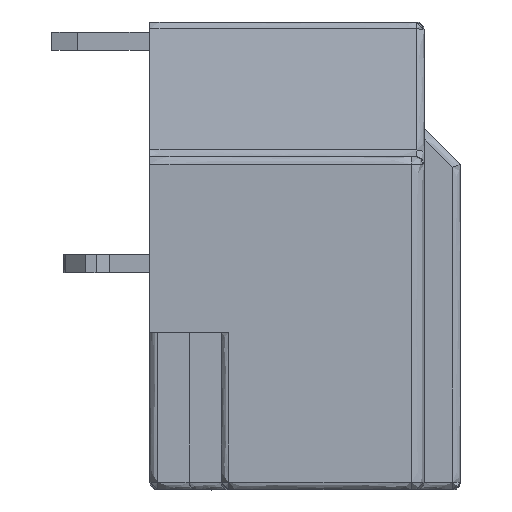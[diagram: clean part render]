
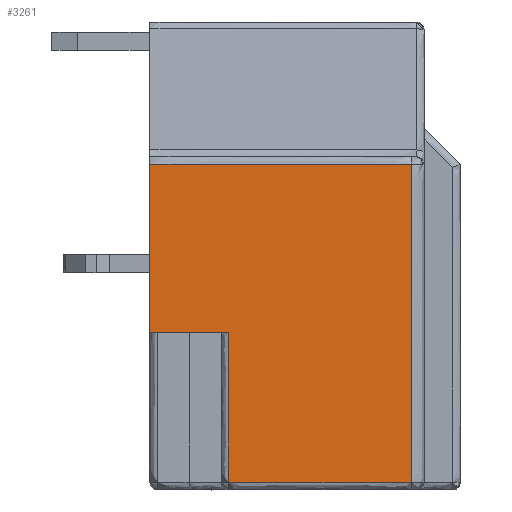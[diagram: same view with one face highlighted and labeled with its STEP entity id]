
A CAD part, left-side view. The second image highlights one B-rep face of the part: STEP entity #3261.
In plain terms, the highlighted free-form (B-spline) face has degree [1, 1] with [2, 2] control points.
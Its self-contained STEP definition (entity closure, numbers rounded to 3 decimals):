
#2395=CARTESIAN_POINT('',(-32.25,19.19,-1.7));
#2396=VERTEX_POINT('',#2395);
#2447=CARTESIAN_POINT('',(-32.25,26.24,-1.7));
#2448=VERTEX_POINT('',#2447);
#2449=CARTESIAN_POINT('',(-32.25,19.19,-1.7));
#2450=CARTESIAN_POINT('',(-32.25,26.24,-1.7));
#2451=B_SPLINE_CURVE_WITH_KNOTS('',1,(#2449,#2450),.POLYLINE_FORM.,.F.,.U.,(2,2),(0.,1.),.UNSPECIFIED.);
#2452=EDGE_CURVE('',#2396,#2448,#2451,.T.);
#2595=CARTESIAN_POINT('',(-32.25,19.19,10.6));
#2596=VERTEX_POINT('',#2595);
#2605=CARTESIAN_POINT('',(-32.25,19.19,10.6));
#2606=CARTESIAN_POINT('',(-32.25,19.19,-1.7));
#2607=B_SPLINE_CURVE_WITH_KNOTS('',1,(#2605,#2606),.POLYLINE_FORM.,.F.,.U.,(2,2),(0.,1.),.UNSPECIFIED.);
#2608=EDGE_CURVE('',#2596,#2396,#2607,.T.);
#2692=CARTESIAN_POINT('',(-32.25,26.24,4.1));
#2693=VERTEX_POINT('',#2692);
#2694=CARTESIAN_POINT('',(-32.25,26.24,-1.7));
#2695=CARTESIAN_POINT('',(-32.25,26.24,4.1));
#2696=B_SPLINE_CURVE_WITH_KNOTS('',1,(#2694,#2695),.POLYLINE_FORM.,.F.,.U.,(2,2),(0.,1.),.UNSPECIFIED.);
#2697=EDGE_CURVE('',#2448,#2693,#2696,.T.);
#3207=CARTESIAN_POINT('',(-32.25,29.29,4.1));
#3208=VERTEX_POINT('',#3207);
#3209=CARTESIAN_POINT('',(-32.25,26.24,4.1));
#3210=CARTESIAN_POINT('',(-32.25,29.29,4.1));
#3211=B_SPLINE_CURVE_WITH_KNOTS('',1,(#3209,#3210),.POLYLINE_FORM.,.F.,.U.,(2,2),(0.,1.),.UNSPECIFIED.);
#3212=EDGE_CURVE('',#2693,#3208,#3211,.T.);
#3238=CARTESIAN_POINT('',(-32.25,188.799,-11.466));
#3239=CARTESIAN_POINT('',(-32.25,188.799,318.402));
#3240=CARTESIAN_POINT('',(-32.25,-141.069,-11.466));
#3241=CARTESIAN_POINT('',(-32.25,-141.069,318.402));
#3242=B_SPLINE_SURFACE_WITH_KNOTS('',1,1,((#3238,#3239),(#3240,#3241)),.PLANE_SURF.,.F.,.F.,.U.,(2,2),(2,2),(0.,1.),(0.,1.),.UNSPECIFIED.);
#3243=ORIENTED_EDGE('',*,*,#2697,.F.);
#3244=ORIENTED_EDGE('',*,*,#2452,.F.);
#3245=ORIENTED_EDGE('',*,*,#2608,.F.);
#3246=CARTESIAN_POINT('',(-32.25,29.29,10.6));
#3247=VERTEX_POINT('',#3246);
#3248=CARTESIAN_POINT('',(-32.25,19.19,10.6));
#3249=CARTESIAN_POINT('',(-32.25,29.29,10.6));
#3250=B_SPLINE_CURVE_WITH_KNOTS('',1,(#3248,#3249),.POLYLINE_FORM.,.F.,.U.,(2,2),(0.,1.),.UNSPECIFIED.);
#3251=EDGE_CURVE('',#2596,#3247,#3250,.T.);
#3252=ORIENTED_EDGE('',*,*,#3251,.T.);
#3253=CARTESIAN_POINT('',(-32.25,29.29,10.6));
#3254=CARTESIAN_POINT('',(-32.25,29.29,4.1));
#3255=B_SPLINE_CURVE_WITH_KNOTS('',1,(#3253,#3254),.POLYLINE_FORM.,.F.,.U.,(2,2),(0.,1.),.UNSPECIFIED.);
#3256=EDGE_CURVE('',#3247,#3208,#3255,.T.);
#3257=ORIENTED_EDGE('',*,*,#3256,.T.);
#3258=ORIENTED_EDGE('',*,*,#3212,.F.);
#3259=EDGE_LOOP('',(#3243,#3244,#3245,#3252,#3257,#3258));
#3260=FACE_OUTER_BOUND('',#3259,.T.);
#3261=ADVANCED_FACE('',(#3260),#3242,.T.);
